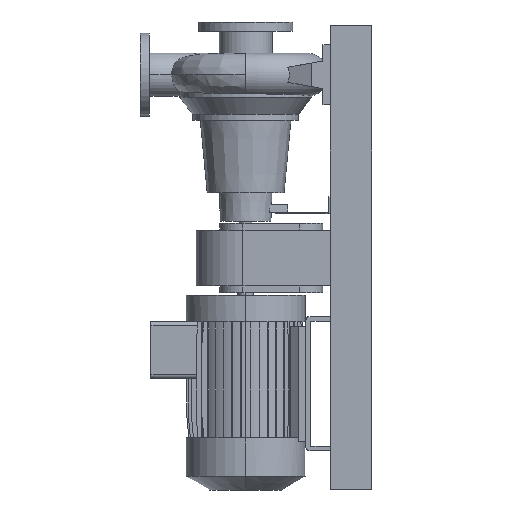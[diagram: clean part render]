
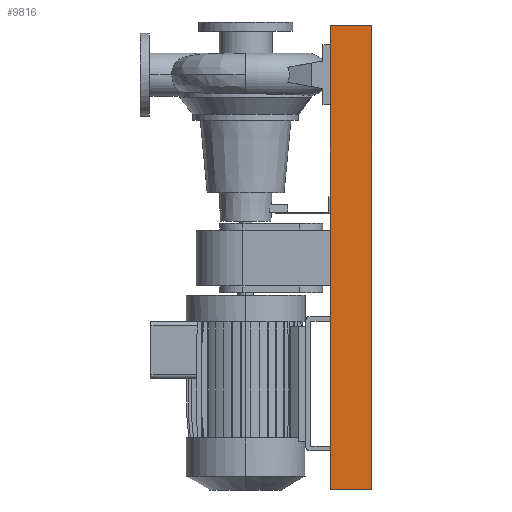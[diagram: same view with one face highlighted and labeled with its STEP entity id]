
A CAD part, left-side view. The second image highlights one B-rep face of the part: STEP entity #9816.
In plain terms, the highlighted planar face has unit normal (-1, 0, 0).
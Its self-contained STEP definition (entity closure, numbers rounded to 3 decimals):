
#2409 = LINE ( 'NONE', #20734, #11549 ) ;
#2605 = LINE ( 'NONE', #21046, #11501 ) ;
#3044 = VECTOR ( 'NONE', #14403, 1000. ) ;
#3111 = AXIS2_PLACEMENT_3D ( 'NONE', #12933, #14121, #9502 ) ;
#3386 = VERTEX_POINT ( 'NONE', #7015 ) ;
#3677 = CARTESIAN_POINT ( 'NONE',  ( -200., -55., 615. ) ) ;
#3957 = ORIENTED_EDGE ( 'NONE', *, *, #9443, .F. ) ;
#4737 = CARTESIAN_POINT ( 'NONE',  ( -200., 55., 615. ) ) ;
#5706 = DIRECTION ( 'NONE',  ( 0., 0., 1. ) ) ;
#7015 = CARTESIAN_POINT ( 'NONE',  ( -200., -55., -615. ) ) ;
#7918 = LINE ( 'NONE', #17906, #10787 ) ;
#8301 = ORIENTED_EDGE ( 'NONE', *, *, #14928, .F. ) ;
#9199 = DIRECTION ( 'NONE',  ( 0., -1., 0. ) ) ;
#9396 = PLANE ( 'NONE',  #3111 ) ;
#9443 = EDGE_CURVE ( 'NONE', #16378, #14745, #2605, .T. ) ;
#9502 = DIRECTION ( 'NONE',  ( 0., 0., 1. ) ) ;
#9816 = ADVANCED_FACE ( 'NONE', ( #17631 ), #9396, .T. ) ;
#10787 = VECTOR ( 'NONE', #19551, 1000. ) ;
#11215 = CARTESIAN_POINT ( 'NONE',  ( -200., -55., -615. ) ) ;
#11443 = ORIENTED_EDGE ( 'NONE', *, *, #17286, .T. ) ;
#11501 = VECTOR ( 'NONE', #9199, 1000. ) ;
#11549 = VECTOR ( 'NONE', #5706, 1000. ) ;
#12515 = ORIENTED_EDGE ( 'NONE', *, *, #13706, .T. ) ;
#12933 = CARTESIAN_POINT ( 'NONE',  ( -200., -55., -615. ) ) ;
#13706 = EDGE_CURVE ( 'NONE', #17556, #3386, #19658, .T. ) ;
#14121 = DIRECTION ( 'NONE',  ( -1., 0., 0. ) ) ;
#14403 = DIRECTION ( 'NONE',  ( 0., -1., 0. ) ) ;
#14745 = VERTEX_POINT ( 'NONE', #3677 ) ;
#14928 = EDGE_CURVE ( 'NONE', #17556, #16378, #7918, .T. ) ;
#16378 = VERTEX_POINT ( 'NONE', #4737 ) ;
#16528 = EDGE_LOOP ( 'NONE', ( #3957, #8301, #12515, #11443 ) ) ;
#17086 = CARTESIAN_POINT ( 'NONE',  ( -200., 55., -615. ) ) ;
#17286 = EDGE_CURVE ( 'NONE', #3386, #14745, #2409, .T. ) ;
#17556 = VERTEX_POINT ( 'NONE', #17086 ) ;
#17631 = FACE_OUTER_BOUND ( 'NONE', #16528, .T. ) ;
#17906 = CARTESIAN_POINT ( 'NONE',  ( -200., 55., -615. ) ) ;
#19551 = DIRECTION ( 'NONE',  ( 0., 0., 1. ) ) ;
#19658 = LINE ( 'NONE', #11215, #3044 ) ;
#20734 = CARTESIAN_POINT ( 'NONE',  ( -200., -55., -615. ) ) ;
#21046 = CARTESIAN_POINT ( 'NONE',  ( -200., -55., 615. ) ) ;
